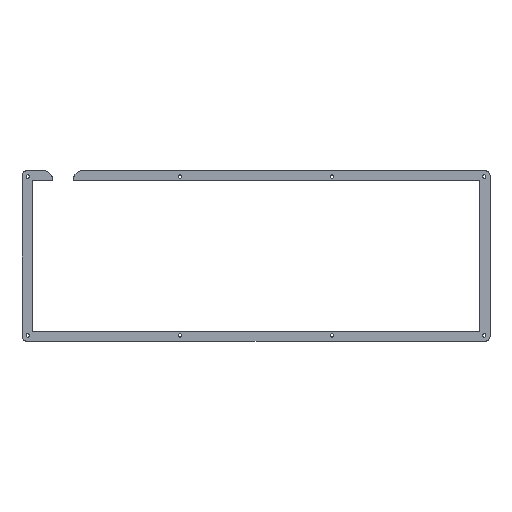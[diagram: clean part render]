
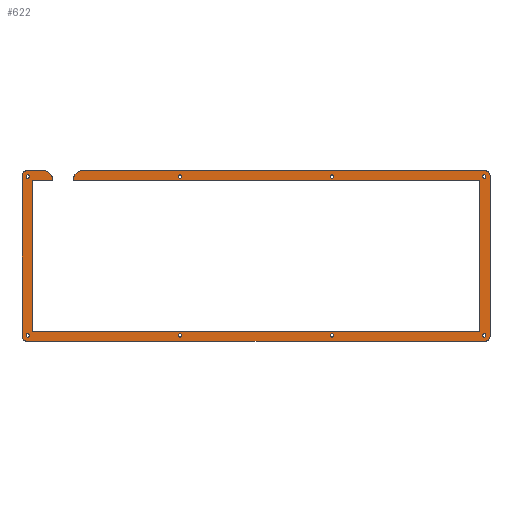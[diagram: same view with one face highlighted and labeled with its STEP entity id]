
A CAD part, top view. The second image highlights one B-rep face of the part: STEP entity #622.
In plain terms, the highlighted planar face has unit normal (0, 0, 1).
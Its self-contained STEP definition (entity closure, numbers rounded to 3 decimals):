
#15=FACE_BOUND('',#81,.T.);
#16=FACE_BOUND('',#82,.T.);
#17=FACE_BOUND('',#83,.T.);
#18=FACE_BOUND('',#84,.T.);
#19=FACE_BOUND('',#85,.T.);
#20=FACE_BOUND('',#86,.T.);
#21=FACE_BOUND('',#87,.T.);
#22=FACE_BOUND('',#88,.T.);
#31=PLANE('',#658);
#48=FACE_OUTER_BOUND('',#80,.T.);
#80=EDGE_LOOP('',(#429,#430,#431,#432,#433,#434,#435,#436,#437,#438,#439,
#440,#441,#442,#443,#444,#445,#446,#447,#448,#449,#450));
#81=EDGE_LOOP('',(#451));
#82=EDGE_LOOP('',(#452));
#83=EDGE_LOOP('',(#453));
#84=EDGE_LOOP('',(#454));
#85=EDGE_LOOP('',(#455));
#86=EDGE_LOOP('',(#456));
#87=EDGE_LOOP('',(#457));
#88=EDGE_LOOP('',(#458));
#129=LINE('',#919,#187);
#130=LINE('',#923,#188);
#131=LINE('',#925,#189);
#132=LINE('',#927,#190);
#133=LINE('',#929,#191);
#134=LINE('',#931,#192);
#135=LINE('',#933,#193);
#136=LINE('',#935,#194);
#137=LINE('',#939,#195);
#138=LINE('',#943,#196);
#139=LINE('',#947,#197);
#140=LINE('',#951,#198);
#141=LINE('',#955,#199);
#142=LINE('',#958,#200);
#187=VECTOR('',#731,10.);
#188=VECTOR('',#734,10.);
#189=VECTOR('',#735,10.);
#190=VECTOR('',#736,10.);
#191=VECTOR('',#737,10.);
#192=VECTOR('',#738,10.);
#193=VECTOR('',#739,10.);
#194=VECTOR('',#740,10.);
#195=VECTOR('',#743,10.);
#196=VECTOR('',#746,10.);
#197=VECTOR('',#749,10.);
#198=VECTOR('',#752,10.);
#199=VECTOR('',#755,10.);
#200=VECTOR('',#758,10.);
#243=CIRCLE('',#656,3.);
#245=CIRCLE('',#659,3.);
#246=CIRCLE('',#660,3.);
#247=CIRCLE('',#661,3.);
#248=CIRCLE('',#662,3.);
#249=CIRCLE('',#663,3.);
#250=CIRCLE('',#664,3.);
#251=CIRCLE('',#665,3.);
#252=CIRCLE('',#666,1.1);
#253=CIRCLE('',#667,1.1);
#254=CIRCLE('',#668,1.1);
#255=CIRCLE('',#669,1.1);
#256=CIRCLE('',#670,1.1);
#257=CIRCLE('',#671,1.1);
#258=CIRCLE('',#672,1.1);
#259=CIRCLE('',#673,1.1);
#275=VERTEX_POINT('',#909);
#276=VERTEX_POINT('',#910);
#279=VERTEX_POINT('',#918);
#280=VERTEX_POINT('',#920);
#281=VERTEX_POINT('',#922);
#282=VERTEX_POINT('',#924);
#283=VERTEX_POINT('',#926);
#284=VERTEX_POINT('',#928);
#285=VERTEX_POINT('',#930);
#286=VERTEX_POINT('',#932);
#287=VERTEX_POINT('',#934);
#288=VERTEX_POINT('',#936);
#289=VERTEX_POINT('',#938);
#290=VERTEX_POINT('',#940);
#291=VERTEX_POINT('',#942);
#292=VERTEX_POINT('',#944);
#293=VERTEX_POINT('',#946);
#294=VERTEX_POINT('',#948);
#295=VERTEX_POINT('',#950);
#296=VERTEX_POINT('',#952);
#297=VERTEX_POINT('',#954);
#298=VERTEX_POINT('',#956);
#299=VERTEX_POINT('',#959);
#300=VERTEX_POINT('',#961);
#301=VERTEX_POINT('',#963);
#302=VERTEX_POINT('',#965);
#303=VERTEX_POINT('',#967);
#304=VERTEX_POINT('',#969);
#305=VERTEX_POINT('',#971);
#306=VERTEX_POINT('',#973);
#335=EDGE_CURVE('',#275,#276,#243,.T.);
#339=EDGE_CURVE('',#275,#279,#129,.T.);
#340=EDGE_CURVE('',#280,#279,#245,.T.);
#341=EDGE_CURVE('',#280,#281,#130,.T.);
#342=EDGE_CURVE('',#281,#282,#131,.T.);
#343=EDGE_CURVE('',#282,#283,#132,.T.);
#344=EDGE_CURVE('',#283,#284,#133,.T.);
#345=EDGE_CURVE('',#284,#285,#134,.T.);
#346=EDGE_CURVE('',#285,#286,#135,.T.);
#347=EDGE_CURVE('',#286,#287,#136,.T.);
#348=EDGE_CURVE('',#288,#287,#246,.T.);
#349=EDGE_CURVE('',#288,#289,#137,.T.);
#350=EDGE_CURVE('',#290,#289,#247,.T.);
#351=EDGE_CURVE('',#290,#291,#138,.T.);
#352=EDGE_CURVE('',#291,#292,#248,.T.);
#353=EDGE_CURVE('',#292,#293,#139,.T.);
#354=EDGE_CURVE('',#293,#294,#249,.T.);
#355=EDGE_CURVE('',#294,#295,#140,.T.);
#356=EDGE_CURVE('',#295,#296,#250,.T.);
#357=EDGE_CURVE('',#296,#297,#141,.T.);
#358=EDGE_CURVE('',#297,#298,#251,.T.);
#359=EDGE_CURVE('',#298,#276,#142,.T.);
#360=EDGE_CURVE('',#299,#299,#252,.T.);
#361=EDGE_CURVE('',#300,#300,#253,.T.);
#362=EDGE_CURVE('',#301,#301,#254,.T.);
#363=EDGE_CURVE('',#302,#302,#255,.T.);
#364=EDGE_CURVE('',#303,#303,#256,.T.);
#365=EDGE_CURVE('',#304,#304,#257,.T.);
#366=EDGE_CURVE('',#305,#305,#258,.T.);
#367=EDGE_CURVE('',#306,#306,#259,.T.);
#429=ORIENTED_EDGE('',*,*,#335,.F.);
#430=ORIENTED_EDGE('',*,*,#339,.T.);
#431=ORIENTED_EDGE('',*,*,#340,.F.);
#432=ORIENTED_EDGE('',*,*,#341,.T.);
#433=ORIENTED_EDGE('',*,*,#342,.T.);
#434=ORIENTED_EDGE('',*,*,#343,.T.);
#435=ORIENTED_EDGE('',*,*,#344,.T.);
#436=ORIENTED_EDGE('',*,*,#345,.T.);
#437=ORIENTED_EDGE('',*,*,#346,.T.);
#438=ORIENTED_EDGE('',*,*,#347,.T.);
#439=ORIENTED_EDGE('',*,*,#348,.F.);
#440=ORIENTED_EDGE('',*,*,#349,.T.);
#441=ORIENTED_EDGE('',*,*,#350,.F.);
#442=ORIENTED_EDGE('',*,*,#351,.T.);
#443=ORIENTED_EDGE('',*,*,#352,.T.);
#444=ORIENTED_EDGE('',*,*,#353,.T.);
#445=ORIENTED_EDGE('',*,*,#354,.T.);
#446=ORIENTED_EDGE('',*,*,#355,.T.);
#447=ORIENTED_EDGE('',*,*,#356,.T.);
#448=ORIENTED_EDGE('',*,*,#357,.T.);
#449=ORIENTED_EDGE('',*,*,#358,.T.);
#450=ORIENTED_EDGE('',*,*,#359,.T.);
#451=ORIENTED_EDGE('',*,*,#360,.T.);
#452=ORIENTED_EDGE('',*,*,#361,.T.);
#453=ORIENTED_EDGE('',*,*,#362,.T.);
#454=ORIENTED_EDGE('',*,*,#363,.T.);
#455=ORIENTED_EDGE('',*,*,#364,.T.);
#456=ORIENTED_EDGE('',*,*,#365,.T.);
#457=ORIENTED_EDGE('',*,*,#366,.T.);
#458=ORIENTED_EDGE('',*,*,#367,.T.);
#622=ADVANCED_FACE('',(#48,#15,#16,#17,#18,#19,#20,#21,#22),#31,.T.);
#656=AXIS2_PLACEMENT_3D('',#911,#723,#724);
#658=AXIS2_PLACEMENT_3D('',#917,#729,#730);
#659=AXIS2_PLACEMENT_3D('',#921,#732,#733);
#660=AXIS2_PLACEMENT_3D('',#937,#741,#742);
#661=AXIS2_PLACEMENT_3D('',#941,#744,#745);
#662=AXIS2_PLACEMENT_3D('',#945,#747,#748);
#663=AXIS2_PLACEMENT_3D('',#949,#750,#751);
#664=AXIS2_PLACEMENT_3D('',#953,#753,#754);
#665=AXIS2_PLACEMENT_3D('',#957,#756,#757);
#666=AXIS2_PLACEMENT_3D('',#960,#759,#760);
#667=AXIS2_PLACEMENT_3D('',#962,#761,#762);
#668=AXIS2_PLACEMENT_3D('',#964,#763,#764);
#669=AXIS2_PLACEMENT_3D('',#966,#765,#766);
#670=AXIS2_PLACEMENT_3D('',#968,#767,#768);
#671=AXIS2_PLACEMENT_3D('',#970,#769,#770);
#672=AXIS2_PLACEMENT_3D('',#972,#771,#772);
#673=AXIS2_PLACEMENT_3D('',#974,#773,#774);
#723=DIRECTION('center_axis',(0.,0.,-1.));
#724=DIRECTION('ref_axis',(-0.383,0.924,0.));
#729=DIRECTION('center_axis',(0.,0.,1.));
#730=DIRECTION('ref_axis',(-1.,0.,0.));
#731=DIRECTION('',(-0.707,-0.707,0.));
#732=DIRECTION('center_axis',(0.,0.,-1.));
#733=DIRECTION('ref_axis',(-0.924,0.383,0.));
#734=DIRECTION('',(0.,-1.,0.));
#735=DIRECTION('',(1.,0.,0.));
#736=DIRECTION('',(0.,-1.,0.));
#737=DIRECTION('',(-1.,0.,0.));
#738=DIRECTION('',(0.,1.,0.));
#739=DIRECTION('',(1.,0.,0.));
#740=DIRECTION('',(0.,1.,0.));
#741=DIRECTION('center_axis',(0.,0.,-1.));
#742=DIRECTION('ref_axis',(0.924,0.383,0.));
#743=DIRECTION('',(-0.707,0.707,0.));
#744=DIRECTION('center_axis',(0.,0.,-1.));
#745=DIRECTION('ref_axis',(0.383,0.924,0.));
#746=DIRECTION('',(-1.,0.,0.));
#747=DIRECTION('center_axis',(0.,0.,1.));
#748=DIRECTION('ref_axis',(0.,1.,0.));
#749=DIRECTION('',(0.,-1.,0.));
#750=DIRECTION('center_axis',(0.,0.,1.));
#751=DIRECTION('ref_axis',(-1.,0.,0.));
#752=DIRECTION('',(1.,0.,0.));
#753=DIRECTION('center_axis',(0.,0.,1.));
#754=DIRECTION('ref_axis',(0.,-1.,0.));
#755=DIRECTION('',(0.,1.,0.));
#756=DIRECTION('center_axis',(0.,0.,1.));
#757=DIRECTION('ref_axis',(1.,0.,0.));
#758=DIRECTION('',(-1.,0.,0.));
#759=DIRECTION('center_axis',(0.,0.,-1.));
#760=DIRECTION('ref_axis',(-1.,0.,0.));
#761=DIRECTION('center_axis',(0.,0.,-1.));
#762=DIRECTION('ref_axis',(-1.,0.,0.));
#763=DIRECTION('center_axis',(0.,0.,-1.));
#764=DIRECTION('ref_axis',(-1.,0.,0.));
#765=DIRECTION('center_axis',(0.,0.,-1.));
#766=DIRECTION('ref_axis',(-1.,0.,0.));
#767=DIRECTION('center_axis',(0.,0.,-1.));
#768=DIRECTION('ref_axis',(-1.,0.,0.));
#769=DIRECTION('center_axis',(0.,0.,-1.));
#770=DIRECTION('ref_axis',(-1.,0.,0.));
#771=DIRECTION('center_axis',(0.,0.,-1.));
#772=DIRECTION('ref_axis',(-1.,0.,0.));
#773=DIRECTION('center_axis',(0.,0.,-1.));
#774=DIRECTION('ref_axis',(-1.,0.,0.));
#909=CARTESIAN_POINT('',(28.615,101.629,6.));
#910=CARTESIAN_POINT('',(30.737,102.508,6.));
#911=CARTESIAN_POINT('Origin',(30.737,99.508,6.));
#917=CARTESIAN_POINT('Origin',(142.97,47.883,6.));
#918=CARTESIAN_POINT('',(26.873,99.886,6.));
#919=CARTESIAN_POINT('',(44.207,117.22,6.));
#920=CARTESIAN_POINT('',(25.994,97.765,6.));
#921=CARTESIAN_POINT('Origin',(28.994,97.765,6.));
#922=CARTESIAN_POINT('',(25.994,96.008,6.));
#923=CARTESIAN_POINT('',(25.994,75.195,6.));
#924=CARTESIAN_POINT('',(286.545,96.008,6.));
#925=CARTESIAN_POINT('',(-0.605,96.008,6.));
#926=CARTESIAN_POINT('',(286.545,-0.242,6.));
#927=CARTESIAN_POINT('',(286.545,96.008,6.));
#928=CARTESIAN_POINT('',(-0.605,-0.242,6.));
#929=CARTESIAN_POINT('',(286.545,-0.242,6.));
#930=CARTESIAN_POINT('',(-0.605,96.008,6.));
#931=CARTESIAN_POINT('',(-0.605,-0.242,6.));
#932=CARTESIAN_POINT('',(12.294,96.008,6.));
#933=CARTESIAN_POINT('',(-0.605,96.008,6.));
#934=CARTESIAN_POINT('',(12.294,97.765,6.));
#935=CARTESIAN_POINT('',(12.294,75.195,6.));
#936=CARTESIAN_POINT('',(11.415,99.886,6.));
#937=CARTESIAN_POINT('Origin',(9.294,97.765,6.));
#938=CARTESIAN_POINT('',(9.673,101.629,6.));
#939=CARTESIAN_POINT('',(57.744,53.557,6.));
#940=CARTESIAN_POINT('',(7.551,102.508,6.));
#941=CARTESIAN_POINT('Origin',(7.551,99.508,6.));
#942=CARTESIAN_POINT('',(-4.105,102.508,6.));
#943=CARTESIAN_POINT('',(-4.105,102.508,6.));
#944=CARTESIAN_POINT('',(-7.105,99.508,6.));
#945=CARTESIAN_POINT('Origin',(-4.105,99.508,6.));
#946=CARTESIAN_POINT('',(-7.105,-3.742,6.));
#947=CARTESIAN_POINT('',(-7.105,-3.742,6.));
#948=CARTESIAN_POINT('',(-4.105,-6.742,6.));
#949=CARTESIAN_POINT('Origin',(-4.105,-3.742,6.));
#950=CARTESIAN_POINT('',(290.045,-6.742,6.));
#951=CARTESIAN_POINT('',(290.045,-6.742,6.));
#952=CARTESIAN_POINT('',(293.045,-3.742,6.));
#953=CARTESIAN_POINT('Origin',(290.045,-3.742,6.));
#954=CARTESIAN_POINT('',(293.045,99.508,6.));
#955=CARTESIAN_POINT('',(293.045,99.508,6.));
#956=CARTESIAN_POINT('',(290.045,102.508,6.));
#957=CARTESIAN_POINT('Origin',(290.045,99.508,6.));
#958=CARTESIAN_POINT('',(-4.105,102.508,6.));
#959=CARTESIAN_POINT('',(-2.316,98.819,6.));
#960=CARTESIAN_POINT('Origin',(-3.416,98.819,6.));
#961=CARTESIAN_POINT('',(290.456,98.819,6.));
#962=CARTESIAN_POINT('Origin',(289.356,98.819,6.));
#963=CARTESIAN_POINT('',(-2.316,-3.053,6.));
#964=CARTESIAN_POINT('Origin',(-3.416,-3.053,6.));
#965=CARTESIAN_POINT('',(290.456,-3.053,6.));
#966=CARTESIAN_POINT('Origin',(289.356,-3.053,6.));
#967=CARTESIAN_POINT('',(95.275,-3.053,6.));
#968=CARTESIAN_POINT('Origin',(94.175,-3.053,6.));
#969=CARTESIAN_POINT('',(95.275,98.819,6.));
#970=CARTESIAN_POINT('Origin',(94.175,98.819,6.));
#971=CARTESIAN_POINT('',(192.865,-3.053,6.));
#972=CARTESIAN_POINT('Origin',(191.765,-3.053,6.));
#973=CARTESIAN_POINT('',(192.865,98.819,6.));
#974=CARTESIAN_POINT('Origin',(191.765,98.819,6.));
